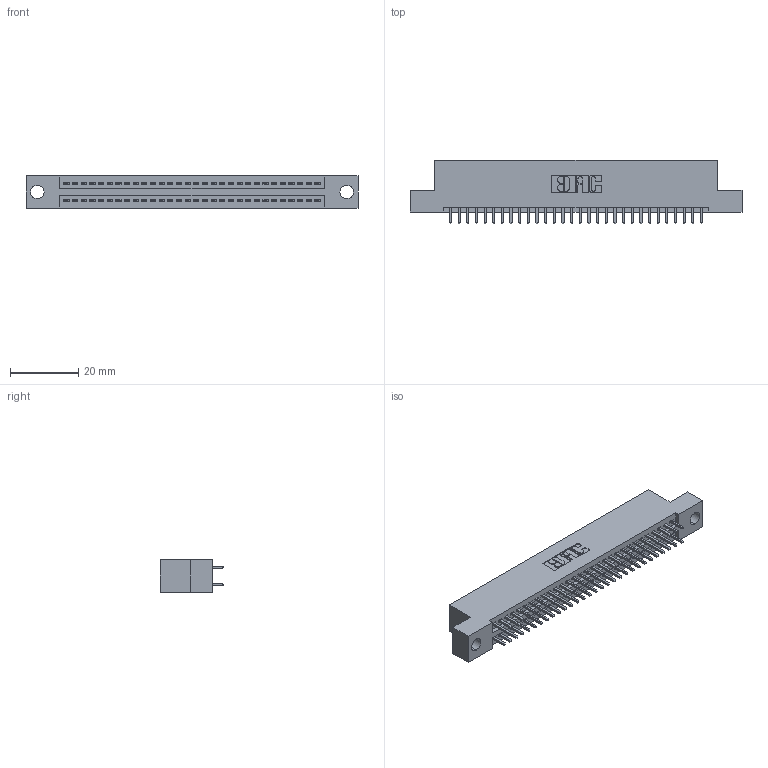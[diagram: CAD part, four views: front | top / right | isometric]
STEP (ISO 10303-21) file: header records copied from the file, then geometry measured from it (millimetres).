
FILE_DESCRIPTION (( 'STEP AP203' ), '1' );
FILE_NAME ('395-060-521-204.STEP', '2018-11-23T11:15:49', ( '' ), ( '' ), 'SwSTEP 2.0', 'SolidWorks 2016', '' );
FILE_SCHEMA (( 'CONFIG_CONTROL_DESIGN' ));
Length unit declared in the file: inch
Products named in the file (3): 345-292-001_345-293-121; 345 Part_Flush Mounting Lugs - 0.156 Dia-TH; 395-060-521-204
Assembly tree (61 placements, depth 2):
  395-060-521-204
    345 Part_Flush Mounting Lugs - 0.156 Dia-TH
    345-292-001_345-293-121  x60
Bounding box: 97.41 x 18.72 x 9.4 mm (x, y, z)
Volume: 9238.7 mm3; surface area: 13079.7 mm2
Topology: 61 solids, 61 shells, 3126 faces, 9281 edges, 6106 vertices
Faces by surface type: plane 2060, cylinder 1066
Entity records: 25175 total; most frequent: CARTESIAN_POINT 4232, ORIENTED_EDGE 4166, DIRECTION 3747, EDGE_CURVE 2083, LINE 1831, VECTOR 1831, VERTEX_POINT 1386, AXIS2_PLACEMENT_3D 958
